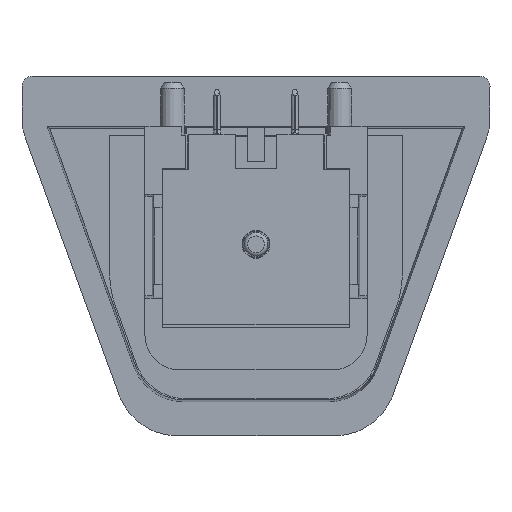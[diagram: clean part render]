
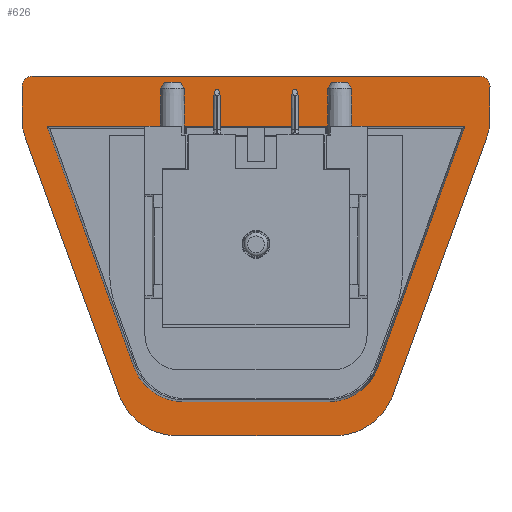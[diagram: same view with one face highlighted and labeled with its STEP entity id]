
A CAD part, front view. The second image highlights one B-rep face of the part: STEP entity #626.
In plain terms, the highlighted planar face has unit normal (0, -1, 0).
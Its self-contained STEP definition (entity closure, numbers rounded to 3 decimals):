
#164=ELLIPSE('',#6839,3.001,3.);
#166=ELLIPSE('',#6843,3.001,3.);
#626=ADVANCED_FACE('',(#1216,#1217),#972,.F.);
#972=PLANE('',#6871);
#1216=FACE_BOUND('',#1379,.T.);
#1217=FACE_BOUND('',#1380,.T.);
#1379=EDGE_LOOP('',(#3510,#3511,#3512,#3513,#3514,#3515));
#1380=EDGE_LOOP('',(#3516,#3517,#3518,#3519,#3520,#3521,#3522,#3523,#3524,
#3525,#3526,#3527));
#1869=LINE('',#9613,#2547);
#1873=LINE('',#9622,#2551);
#1876=LINE('',#9631,#2554);
#1879=LINE('',#9640,#2557);
#1894=LINE('',#9713,#2572);
#1895=LINE('',#9715,#2573);
#1898=LINE('',#9723,#2576);
#1901=LINE('',#9731,#2579);
#1902=LINE('',#9733,#2580);
#1903=LINE('',#9735,#2581);
#2547=VECTOR('',#7685,1.);
#2551=VECTOR('',#7691,1.);
#2554=VECTOR('',#7702,1.);
#2557=VECTOR('',#7713,1.);
#2572=VECTOR('',#7760,1.);
#2573=VECTOR('',#7763,1.);
#2576=VECTOR('',#7772,1.);
#2579=VECTOR('',#7781,1.);
#2580=VECTOR('',#7784,1.);
#2581=VECTOR('',#7787,1.);
#3510=ORIENTED_EDGE('',*,*,#5812,.T.);
#3511=ORIENTED_EDGE('',*,*,#5820,.T.);
#3512=ORIENTED_EDGE('',*,*,#5822,.F.);
#3513=ORIENTED_EDGE('',*,*,#5808,.F.);
#3514=ORIENTED_EDGE('',*,*,#5817,.T.);
#3515=ORIENTED_EDGE('',*,*,#5815,.T.);
#3516=ORIENTED_EDGE('',*,*,#5841,.T.);
#3517=ORIENTED_EDGE('',*,*,#5860,.T.);
#3518=ORIENTED_EDGE('',*,*,#5838,.T.);
#3519=ORIENTED_EDGE('',*,*,#5850,.F.);
#3520=ORIENTED_EDGE('',*,*,#5844,.T.);
#3521=ORIENTED_EDGE('',*,*,#5854,.F.);
#3522=ORIENTED_EDGE('',*,*,#5857,.F.);
#3523=ORIENTED_EDGE('',*,*,#5858,.T.);
#3524=ORIENTED_EDGE('',*,*,#5853,.T.);
#3525=ORIENTED_EDGE('',*,*,#5859,.T.);
#3526=ORIENTED_EDGE('',*,*,#5847,.F.);
#3527=ORIENTED_EDGE('',*,*,#5849,.T.);
#5109=VERTEX_POINT('',#9608);
#5111=VERTEX_POINT('',#9612);
#5112=VERTEX_POINT('',#9616);
#5115=VERTEX_POINT('',#9621);
#5116=VERTEX_POINT('',#9625);
#5119=VERTEX_POINT('',#9636);
#5134=VERTEX_POINT('',#9690);
#5135=VERTEX_POINT('',#9692);
#5136=VERTEX_POINT('',#9696);
#5137=VERTEX_POINT('',#9698);
#5138=VERTEX_POINT('',#9702);
#5139=VERTEX_POINT('',#9704);
#5140=VERTEX_POINT('',#9708);
#5141=VERTEX_POINT('',#9710);
#5142=VERTEX_POINT('',#9718);
#5143=VERTEX_POINT('',#9720);
#5144=VERTEX_POINT('',#9724);
#5145=VERTEX_POINT('',#9728);
#5808=EDGE_CURVE('',#5111,#5109,#1869,.T.);
#5812=EDGE_CURVE('',#5112,#5115,#1873,.T.);
#5815=EDGE_CURVE('',#5116,#5112,#164,.T.);
#5817=EDGE_CURVE('',#5111,#5116,#1876,.T.);
#5820=EDGE_CURVE('',#5115,#5119,#166,.T.);
#5822=EDGE_CURVE('',#5109,#5119,#1879,.T.);
#5838=EDGE_CURVE('',#5135,#5134,#6605,.T.);
#5841=EDGE_CURVE('',#5137,#5136,#6606,.T.);
#5844=EDGE_CURVE('',#5139,#5138,#6607,.T.);
#5847=EDGE_CURVE('',#5140,#5141,#6608,.T.);
#5849=EDGE_CURVE('',#5140,#5137,#1894,.T.);
#5850=EDGE_CURVE('',#5139,#5134,#1895,.T.);
#5853=EDGE_CURVE('',#5142,#5143,#6609,.T.);
#5854=EDGE_CURVE('',#5144,#5138,#1898,.T.);
#5857=EDGE_CURVE('',#5145,#5144,#6610,.T.);
#5858=EDGE_CURVE('',#5145,#5142,#1901,.T.);
#5859=EDGE_CURVE('',#5143,#5141,#1902,.T.);
#5860=EDGE_CURVE('',#5136,#5135,#1903,.T.);
#6605=CIRCLE('',#6853,0.6);
#6606=CIRCLE('',#6855,0.6);
#6607=CIRCLE('',#6857,3.);
#6608=CIRCLE('',#6859,3.);
#6609=CIRCLE('',#6863,3.6);
#6610=CIRCLE('',#6866,3.6);
#6839=AXIS2_PLACEMENT_3D('',#9628,#7697,#7698);
#6843=AXIS2_PLACEMENT_3D('',#9637,#7708,#7709);
#6853=AXIS2_PLACEMENT_3D('',#9691,#7737,#7738);
#6855=AXIS2_PLACEMENT_3D('',#9697,#7743,#7744);
#6857=AXIS2_PLACEMENT_3D('',#9703,#7749,#7750);
#6859=AXIS2_PLACEMENT_3D('',#9709,#7755,#7756);
#6863=AXIS2_PLACEMENT_3D('',#9721,#7768,#7769);
#6866=AXIS2_PLACEMENT_3D('',#9729,#7777,#7778);
#6871=AXIS2_PLACEMENT_3D('',#9737,#7790,#7791);
#7685=DIRECTION('',(-1.,0.,0.));
#7691=DIRECTION('',(-1.,0.,0.));
#7697=DIRECTION('',(0.,1.,0.));
#7698=DIRECTION('',(0.575,0.,-0.819));
#7702=DIRECTION('',(-0.34,0.,-0.94));
#7708=DIRECTION('',(0.,1.,0.));
#7709=DIRECTION('',(-0.575,0.,-0.819));
#7713=DIRECTION('',(0.34,0.,-0.94));
#7737=DIRECTION('',(0.,-1.,0.));
#7738=DIRECTION('',(-1.,0.,0.));
#7743=DIRECTION('',(0.,-1.,0.));
#7744=DIRECTION('',(-1.,0.,0.));
#7749=DIRECTION('',(0.,-1.,0.));
#7750=DIRECTION('',(-1.,0.,0.));
#7755=DIRECTION('',(0.,1.,0.));
#7756=DIRECTION('',(-1.,0.,0.));
#7760=DIRECTION('',(0.,0.,1.));
#7763=DIRECTION('',(0.,0.,1.));
#7768=DIRECTION('',(0.,-1.,0.));
#7769=DIRECTION('',(-1.,0.,0.));
#7772=DIRECTION('',(-0.342,0.,0.94));
#7777=DIRECTION('',(0.,1.,0.));
#7778=DIRECTION('',(-1.,0.,0.));
#7781=DIRECTION('',(1.,0.,0.));
#7784=DIRECTION('',(0.342,0.,0.94));
#7787=DIRECTION('',(-1.,0.,0.));
#7790=DIRECTION('',(0.,1.,0.));
#7791=DIRECTION('',(1.,0.,0.));
#9608=CARTESIAN_POINT('',(-6.649,8.71,0.385));
#9612=CARTESIAN_POINT('',(17.436,8.71,0.385));
#9613=CARTESIAN_POINT('',(88.656,8.71,0.385));
#9616=CARTESIAN_POINT('',(9.603,8.71,-15.465));
#9621=CARTESIAN_POINT('',(1.185,8.71,-15.465));
#9622=CARTESIAN_POINT('',(40.944,8.71,-15.465));
#9625=CARTESIAN_POINT('',(12.424,8.71,-13.485));
#9628=CARTESIAN_POINT('',(9.602,8.71,-12.465));
#9631=CARTESIAN_POINT('',(17.771,8.71,1.31));
#9636=CARTESIAN_POINT('',(-1.636,8.71,-13.485));
#9637=CARTESIAN_POINT('',(1.185,8.71,-12.465));
#9640=CARTESIAN_POINT('',(-6.69,8.71,0.498));
#9690=CARTESIAN_POINT('',(-8.106,8.71,2.71));
#9691=CARTESIAN_POINT('',(-7.506,8.71,2.71));
#9692=CARTESIAN_POINT('',(-7.506,8.71,3.31));
#9696=CARTESIAN_POINT('',(18.294,8.71,3.31));
#9697=CARTESIAN_POINT('',(18.294,8.71,2.71));
#9698=CARTESIAN_POINT('',(18.894,8.71,2.71));
#9702=CARTESIAN_POINT('',(-7.925,8.71,-0.203));
#9703=CARTESIAN_POINT('',(-5.106,8.71,0.823));
#9704=CARTESIAN_POINT('',(-8.106,8.71,0.823));
#9708=CARTESIAN_POINT('',(18.894,8.71,0.823));
#9709=CARTESIAN_POINT('',(15.894,8.71,0.823));
#9710=CARTESIAN_POINT('',(18.713,8.71,-0.203));
#9713=CARTESIAN_POINT('',(18.894,8.71,0.294));
#9715=CARTESIAN_POINT('',(-8.106,8.71,-7.065));
#9718=CARTESIAN_POINT('',(9.918,8.71,-17.44));
#9720=CARTESIAN_POINT('',(13.301,8.71,-15.071));
#9721=CARTESIAN_POINT('',(9.918,8.71,-13.84));
#9723=CARTESIAN_POINT('',(-0.004,8.71,-21.969));
#9724=CARTESIAN_POINT('',(-2.514,8.71,-15.071));
#9728=CARTESIAN_POINT('',(0.869,8.71,-17.44));
#9729=CARTESIAN_POINT('',(0.869,8.71,-13.84));
#9731=CARTESIAN_POINT('',(83.584,8.71,-17.44));
#9733=CARTESIAN_POINT('',(12.444,8.71,-17.425));
#9735=CARTESIAN_POINT('',(-9.196,8.71,3.31));
#9737=CARTESIAN_POINT('',(40.944,8.71,-7.065));
